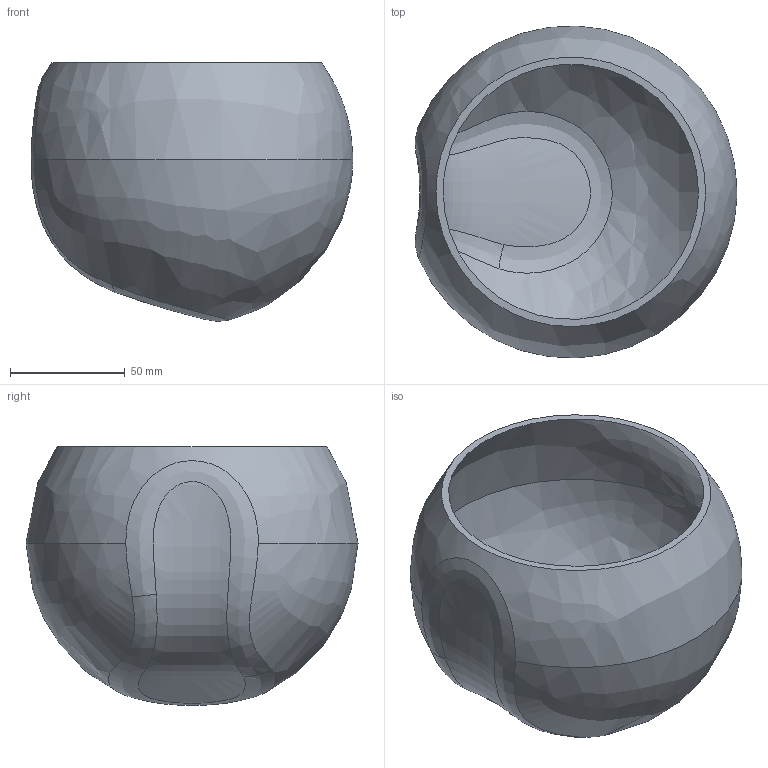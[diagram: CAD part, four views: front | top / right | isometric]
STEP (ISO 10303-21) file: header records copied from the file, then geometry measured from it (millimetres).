
FILE_DESCRIPTION (( 'STEP AP214' ), '1' );
FILE_NAME ('imported part.STEP', '2017-09-18T08:34:32', ( '' ), ( '' ), 'SwSTEP 2.0', 'SolidWorks 2017', '' );
FILE_SCHEMA (( 'AUTOMOTIVE_DESIGN' ));
Length unit declared in the file: inch
Products named in the file (1): imported part
Bounding box: 140.22 x 144.69 x 112.84 mm (x, y, z)
Volume: 126075.2 mm3; surface area: 101191.4 mm2
Topology: 1 solids, 1 shells, 11 faces, 28 edges, 18 vertices
Faces by surface type: bspline 10, plane 1
Entity records: 22787 total; most frequent: CARTESIAN_POINT 22558, ORIENTED_EDGE 48, EDGE_CURVE 24, DIRECTION 20, VERTEX_POINT 18, B_SPLINE_CURVE_WITH_KNOTS 15, EDGE_LOOP 14, FACE_OUTER_BOUND 11
